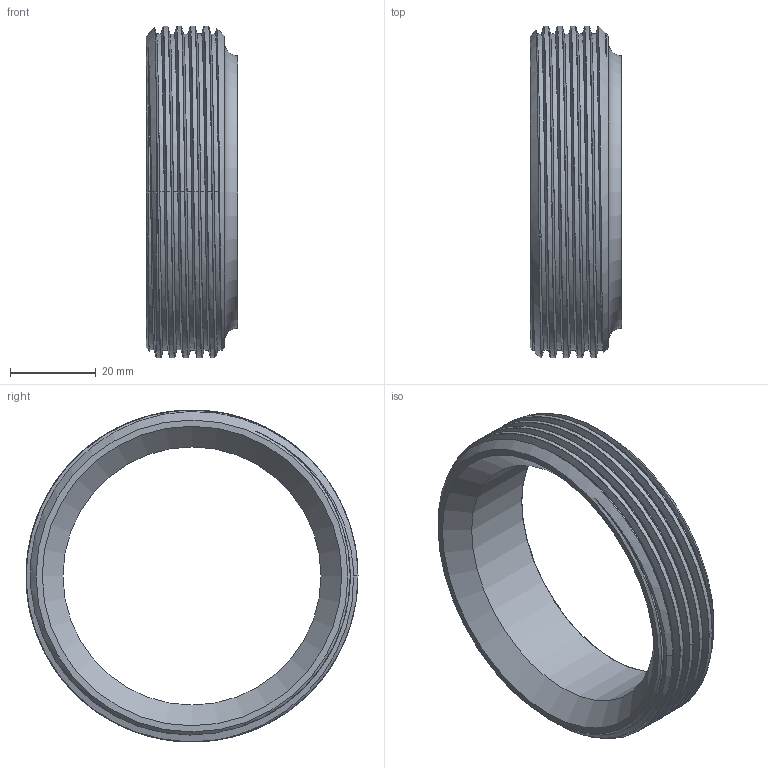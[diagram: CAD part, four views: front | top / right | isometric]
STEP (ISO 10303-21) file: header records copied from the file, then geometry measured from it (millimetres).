
FILE_DESCRIPTION(/* description */ (''),/* implementation_level */ '2;1');
FILE_NAME(/* name */ '15TRF-2.5.stp',/* time_stamp */ '2025-07-16T08:05:16-04:00',/* author */ ('brad'),/* organization */ (''),/* preprocessor_version */ 'ST-DEVELOPER v20',/* originating_system */ 'Autodesk Inventor 2025',/* authorisation */ '');
FILE_SCHEMA (('AUTOMOTIVE_DESIGN { 1 0 10303 214 3 1 1 }'));
Length unit declared in the file: inch
Products named in the file (1): 15TRF-2.5
Bounding box: 21.44 x 77.42 x 77.42 mm (x, y, z)
Volume: 28476.4 mm3; surface area: 14336.7 mm2
Topology: 1 solids, 1 shells, 30 faces, 77 edges, 50 vertices
Faces by surface type: cylinder 14, bspline 6, cone 4, torus 3, plane 3
Full cylindrical faces by diameter (mm): 60.198 x1, 73.736 x5, 77.419 x4
Entity records: 4421 total; most frequent: CARTESIAN_POINT 3724, ORIENTED_EDGE 154, DIRECTION 104, EDGE_CURVE 77, VERTEX_POINT 50, AXIS2_PLACEMENT_3D 44, B_SPLINE_CURVE_WITH_KNOTS 42, EDGE_LOOP 33
